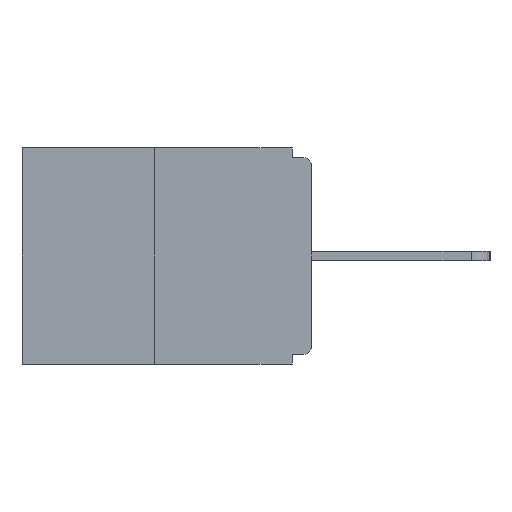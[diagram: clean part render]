
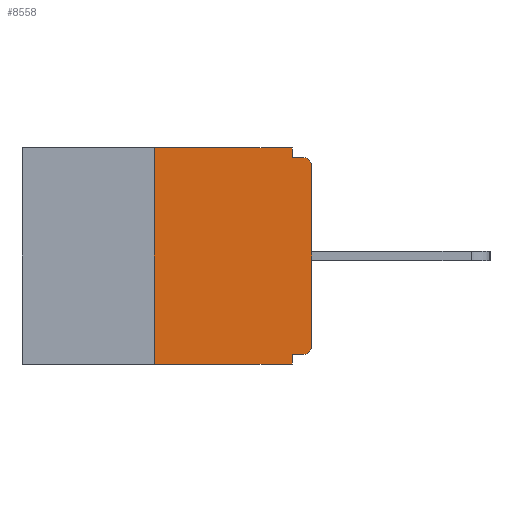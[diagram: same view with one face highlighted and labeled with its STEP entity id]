
A CAD part, left-side view. The second image highlights one B-rep face of the part: STEP entity #8558.
In plain terms, the highlighted planar face has unit normal (-1, 0, 0).
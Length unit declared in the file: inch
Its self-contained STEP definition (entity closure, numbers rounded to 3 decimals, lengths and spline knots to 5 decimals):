
#12 = ORIENTED_EDGE ( 'NONE', *, *, #11897, .T. ) ;
#139 = DIRECTION ( 'NONE',  ( 0., 1., 0. ) ) ;
#207 = ORIENTED_EDGE ( 'NONE', *, *, #3607, .F. ) ;
#549 = CARTESIAN_POINT ( 'NONE',  ( 0., 0.031, -0.015 ) ) ;
#757 = ORIENTED_EDGE ( 'NONE', *, *, #4421, .T. ) ;
#861 = EDGE_CURVE ( 'NONE', #6781, #13099, #9089, .T. ) ;
#1053 = ORIENTED_EDGE ( 'NONE', *, *, #12518, .F. ) ;
#1407 = AXIS2_PLACEMENT_3D ( 'NONE', #16399, #14985, #8823 ) ;
#1449 = EDGE_CURVE ( 'NONE', #6687, #10726, #16195, .T. ) ;
#1451 = DIRECTION ( 'NONE',  ( 0., 0., 1. ) ) ;
#1832 = CARTESIAN_POINT ( 'NONE',  ( 0., 0.031, -0.328 ) ) ;
#2049 = EDGE_CURVE ( 'NONE', #4148, #6687, #5178, .T. ) ;
#2079 = DIRECTION ( 'NONE',  ( 1., 0., 0. ) ) ;
#2134 = VERTEX_POINT ( 'NONE', #15415 ) ;
#2247 = VECTOR ( 'NONE', #4638, 39.37008 ) ;
#2268 = LINE ( 'NONE', #7331, #11561 ) ;
#2494 = CARTESIAN_POINT ( 'NONE',  ( 0., 0.25, -0.343 ) ) ;
#2562 = VECTOR ( 'NONE', #1451, 39.37008 ) ;
#2613 = CARTESIAN_POINT ( 'NONE',  ( 0., 0.25, 0. ) ) ;
#3303 = LINE ( 'NONE', #13428, #11652 ) ;
#3467 = DIRECTION ( 'NONE',  ( 0., -1., 0. ) ) ;
#3607 = EDGE_CURVE ( 'NONE', #5895, #6176, #2268, .T. ) ;
#3727 = ORIENTED_EDGE ( 'NONE', *, *, #5635, .T. ) ;
#4148 = VERTEX_POINT ( 'NONE', #2494 ) ;
#4159 = PLANE ( 'NONE',  #9226 ) ;
#4324 = CARTESIAN_POINT ( 'NONE',  ( 0., 0.031, 0. ) ) ;
#4421 = EDGE_CURVE ( 'NONE', #4148, #6176, #6034, .T. ) ;
#4638 = DIRECTION ( 'NONE',  ( 0., -1., 0. ) ) ;
#4641 = ORIENTED_EDGE ( 'NONE', *, *, #2049, .F. ) ;
#4735 = DIRECTION ( 'NONE',  ( 0., 0., -1. ) ) ;
#5177 = CARTESIAN_POINT ( 'NONE',  ( 0., 0.015, -0.03 ) ) ;
#5178 = LINE ( 'NONE', #8836, #2562 ) ;
#5454 = LINE ( 'NONE', #8037, #13772 ) ;
#5635 = EDGE_CURVE ( 'NONE', #13099, #2134, #12293, .T. ) ;
#5895 = VERTEX_POINT ( 'NONE', #1832 ) ;
#6028 = CARTESIAN_POINT ( 'NONE',  ( 0., 0.015, -0.015 ) ) ;
#6034 = LINE ( 'NONE', #9609, #2247 ) ;
#6176 = VERTEX_POINT ( 'NONE', #10344 ) ;
#6320 = VECTOR ( 'NONE', #9563, 39.37008 ) ;
#6595 = CIRCLE ( 'NONE', #7656, 0.015 ) ;
#6675 = VECTOR ( 'NONE', #11428, 39.37008 ) ;
#6687 = VERTEX_POINT ( 'NONE', #2613 ) ;
#6781 = VERTEX_POINT ( 'NONE', #8246 ) ;
#7331 = CARTESIAN_POINT ( 'NONE',  ( 0., 0.031, -0.343 ) ) ;
#7656 = AXIS2_PLACEMENT_3D ( 'NONE', #5177, #15798, #10242 ) ;
#7906 = VERTEX_POINT ( 'NONE', #6028 ) ;
#7937 = EDGE_CURVE ( 'NONE', #14794, #7906, #10105, .T. ) ;
#8037 = CARTESIAN_POINT ( 'NONE',  ( 0., 0.031, 0. ) ) ;
#8246 = CARTESIAN_POINT ( 'NONE',  ( 0., 0.015, -0.328 ) ) ;
#8558 = ADVANCED_FACE ( 'NONE', ( #15545 ), #4159, .F. ) ;
#8788 = ORIENTED_EDGE ( 'NONE', *, *, #1449, .F. ) ;
#8823 = DIRECTION ( 'NONE',  ( 0., 0., -1. ) ) ;
#8836 = CARTESIAN_POINT ( 'NONE',  ( 0., 0.25, 0. ) ) ;
#9089 = CIRCLE ( 'NONE', #1407, 0.015 ) ;
#9212 = CARTESIAN_POINT ( 'NONE',  ( 0., 0.46, 0. ) ) ;
#9226 = AXIS2_PLACEMENT_3D ( 'NONE', #9212, #2079, #4735 ) ;
#9360 = DIRECTION ( 'NONE',  ( 0., 0., -1. ) ) ;
#9563 = DIRECTION ( 'NONE',  ( 0., 0., 1. ) ) ;
#9609 = CARTESIAN_POINT ( 'NONE',  ( 0., 0.46, -0.343 ) ) ;
#10105 = LINE ( 'NONE', #11263, #6675 ) ;
#10242 = DIRECTION ( 'NONE',  ( 0., 0., -1. ) ) ;
#10344 = CARTESIAN_POINT ( 'NONE',  ( 0., 0.031, -0.343 ) ) ;
#10726 = VERTEX_POINT ( 'NONE', #4324 ) ;
#11263 = CARTESIAN_POINT ( 'NONE',  ( 0., 0., -0.015 ) ) ;
#11428 = DIRECTION ( 'NONE',  ( 0., -1., 0. ) ) ;
#11520 = EDGE_LOOP ( 'NONE', ( #8788, #4641, #757, #207, #1053, #15761, #3727, #12, #12435, #16258 ) ) ;
#11561 = VECTOR ( 'NONE', #12303, 39.37008 ) ;
#11652 = VECTOR ( 'NONE', #139, 39.37008 ) ;
#11897 = EDGE_CURVE ( 'NONE', #2134, #7906, #6595, .T. ) ;
#12293 = LINE ( 'NONE', #16231, #6320 ) ;
#12303 = DIRECTION ( 'NONE',  ( 0., 0., -1. ) ) ;
#12332 = EDGE_CURVE ( 'NONE', #10726, #14794, #5454, .T. ) ;
#12435 = ORIENTED_EDGE ( 'NONE', *, *, #7937, .F. ) ;
#12518 = EDGE_CURVE ( 'NONE', #6781, #5895, #3303, .T. ) ;
#13099 = VERTEX_POINT ( 'NONE', #14602 ) ;
#13428 = CARTESIAN_POINT ( 'NONE',  ( 0., 0., -0.328 ) ) ;
#13512 = CARTESIAN_POINT ( 'NONE',  ( 0., 0.46, 0. ) ) ;
#13772 = VECTOR ( 'NONE', #9360, 39.37008 ) ;
#14602 = CARTESIAN_POINT ( 'NONE',  ( 0., 0., -0.313 ) ) ;
#14780 = VECTOR ( 'NONE', #3467, 39.37008 ) ;
#14794 = VERTEX_POINT ( 'NONE', #549 ) ;
#14985 = DIRECTION ( 'NONE',  ( -1., 0., 0. ) ) ;
#15415 = CARTESIAN_POINT ( 'NONE',  ( 0., 0., -0.03 ) ) ;
#15545 = FACE_OUTER_BOUND ( 'NONE', #11520, .T. ) ;
#15761 = ORIENTED_EDGE ( 'NONE', *, *, #861, .T. ) ;
#15798 = DIRECTION ( 'NONE',  ( -1., 0., 0. ) ) ;
#16195 = LINE ( 'NONE', #13512, #14780 ) ;
#16231 = CARTESIAN_POINT ( 'NONE',  ( 0., 0., 0. ) ) ;
#16258 = ORIENTED_EDGE ( 'NONE', *, *, #12332, .F. ) ;
#16399 = CARTESIAN_POINT ( 'NONE',  ( 0., 0.015, -0.313 ) ) ;
